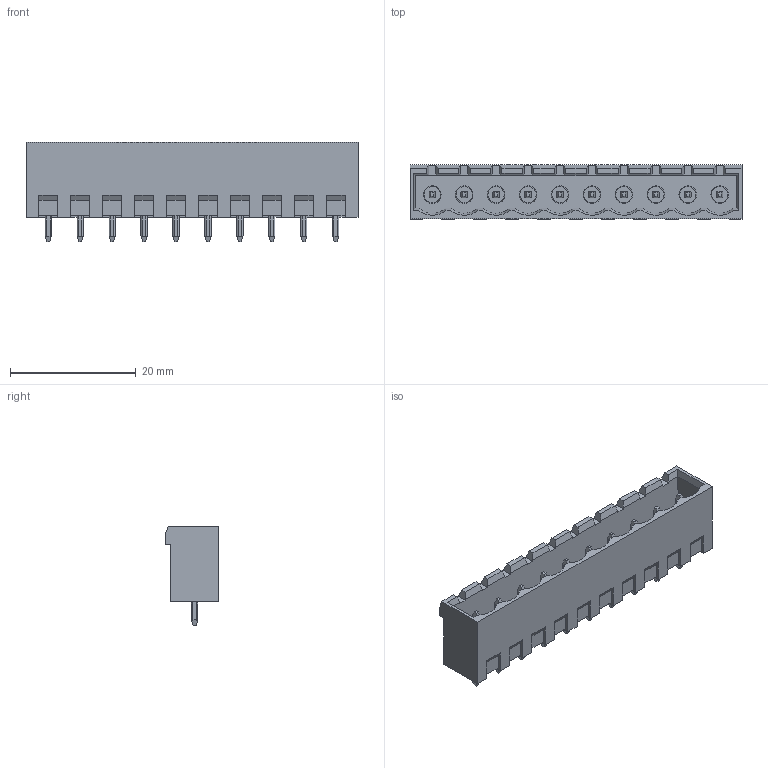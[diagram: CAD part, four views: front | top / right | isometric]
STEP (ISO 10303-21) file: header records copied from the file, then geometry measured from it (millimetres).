
FILE_DESCRIPTION(('STEP AP214'),'1');
FILE_NAME('cctmp_5C3C05D3-BFC2-484F-B285-1E6091685AE4_2023_02_03_17_24_02_0182_8144..stp','2023-02-03T17:24:02',('PHOENIX CONTACT Deutschland GmbH'),('CADClick - www.CADClick.com'),'Spatial InterOp 3D',' ','unknown authorization');
FILE_SCHEMA(('AUTOMOTIVE_DESIGN'));
Length unit declared in the file: millimetre
Products named in the file (12): 2023_02_03_17_24_01_0666; 2023_02_03_17_24_02_0182; 2023_02_03_17_24_02_0167; 2023_02_03_17_24_02_0151; 2023_02_03_17_24_02_0135; 2023_02_03_17_24_02_0120; 2023_02_03_17_24_02_0104; 2023_02_03_17_24_02_0089; 2023_02_03_17_24_02_0073; 2023_02_03_17_24_02_0057; 2023_02_03_17_24_02_0042; 2023_02_03_17_24_02_0010
Assembly tree (11 placements, depth 2):
  2023_02_03_17_24_01_0666
    2023_02_03_17_24_02_0182
    2023_02_03_17_24_02_0167
    2023_02_03_17_24_02_0151
    2023_02_03_17_24_02_0135
    2023_02_03_17_24_02_0120
    2023_02_03_17_24_02_0104
    2023_02_03_17_24_02_0089
    2023_02_03_17_24_02_0073
    2023_02_03_17_24_02_0057
    2023_02_03_17_24_02_0042
    2023_02_03_17_24_02_0010
Bounding box: 52.8 x 8.57 x 15.9 mm (x, y, z)
Volume: 2492 mm3; surface area: 4085.3 mm2
Topology: 11 solids, 11 shells, 881 faces, 2491 edges, 1666 vertices
Faces by surface type: plane 613, cylinder 218, cone 40, sphere 10
Entity records: 59587 total; most frequent: CARTESIAN_POINT 10744, ORIENTED_EDGE 4982, STYLED_ITEM 4625, PRESENTATION_STYLE_ASSIGNMENT 4625, COLOUR_RGB 4625, DIRECTION 4403, EDGE_CURVE 2491, CURVE_STYLE 2351
